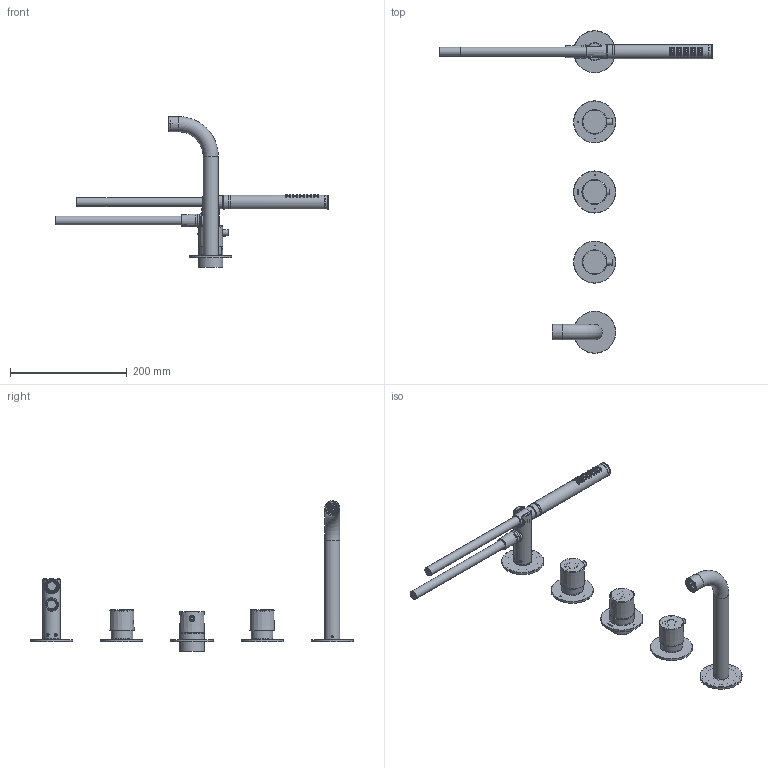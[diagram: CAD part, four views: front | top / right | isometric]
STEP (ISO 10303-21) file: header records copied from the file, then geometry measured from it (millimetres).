
FILE_DESCRIPTION(/* description */ ('Unknown'),/* implementation_level */ '2;1');
FILE_NAME(/* name */ 'CB7172-00',/* time_stamp */ '2025-03-04T15:14:09+01:00',/* author */ ('Unknown'),/* organization */ ('Unknown'),/* preprocessor_version */ 'ST-DEVELOPER v19.4',/* originating_system */ 'Solid Edge',/* authorisation */ 'Unknown');
FILE_SCHEMA (('AUTOMOTIVE_DESIGN {1 0 10303 214 3 1 1}'));
Length unit declared in the file: millimetre
Products named in the file (28): CB7172EXT-00; CB7098-01; CB7098-02; CB7098-001; CB7501-01; CB7501-04; M015-001; M354-00_oa_0; M354-001_oa_1; C101014_02100ZZ; A089014_00101ZZ; A064038_12900ZZ; M017-00; CB7501-001 rel1_oa_2; supporto_doccetta_023E.01.001_023E.01.001; Gruppo raccordo titanico_T1010671_oa_3; raccordi_uscita_T1010035_T1010035; CB7001-02; CB7001-01; CB7001-04; CB7001-001_oa_4; 100.000.01.10T.70C_9; 100.000.01.10T.70C_10; CB7068-02; CB7068-01; CB7068-04; CB7068-07; CB7501-08
Assembly tree (33 placements, depth 4):
  CB7172EXT-00
    CB7098-01
    CB7098-02
    CB7098-001
    CB7501-01  x2
    CB7501-04  x2
    M015-001
    M354-00_oa_0
      M354-001_oa_1
        C101014_02100ZZ
        A089014_00101ZZ
        A064038_12900ZZ
    M017-00
    CB7501-001 rel1_oa_2
      supporto_doccetta_023E.01.001_023E.01.001
      Gruppo raccordo titanico_T1010671_oa_3
        raccordi_uscita_T1010035_T1010035
    CB7001-02
    CB7001-01
    CB7001-04
    CB7001-001_oa_4
      100.000.01.10T.70C_9
      100.000.01.10T.70C_10
    CB7068-02  x2
    CB7068-01  x2
    CB7068-04  x2
    CB7068-07  x2
    CB7501-08
Bounding box: 466.39 x 552 x 258.2 mm (x, y, z)
Volume: 331748.3 mm3; surface area: 232628.4 mm2
Topology: 28 solids, 28 shells, 1662 faces, 4258 edges, 2738 vertices
Faces by surface type: plane 590, cylinder 437, bspline 286, cone 169, torus 158, sphere 22
Full cylindrical faces by diameter (mm): 2.459 x1, 3 x5, 3.2 x41, 3.242 x1, 3.5 x4, 4.134 x5, 4.5 x3, 5 x6, 5.2 x3, 7 x1, 7.5 x2, 9 x1, 10 x4, 10.2 x2, 13 x1, 14.4 x1, 15 x2, 15.2 x2, 16 x2, 16.5 x2, 16.7 x1, 17.6 x1, 18 x1, 18.2 x1, 18.5 x1, 18.631 x4, 19 x1, 20 x2, 20.55 x1, 21 x4
Entity records: 60011 total; most frequent: CARTESIAN_POINT 22794, ORIENTED_EDGE 6866, DIRECTION 6278, EDGE_CURVE 3433, AXIS2_PLACEMENT_3D 2485, VERTEX_POINT 2383, FACE_BOUND 2204, EDGE_LOOP 2197
